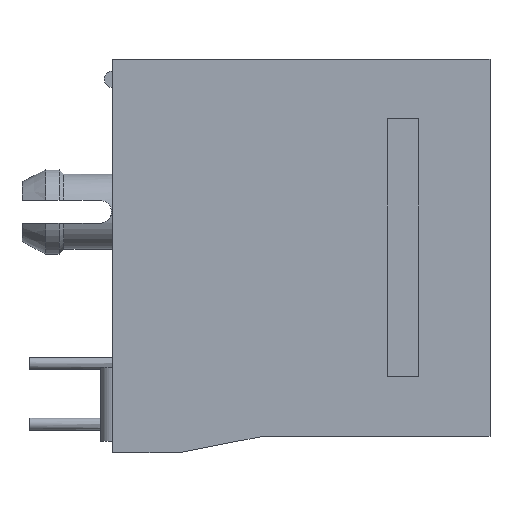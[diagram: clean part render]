
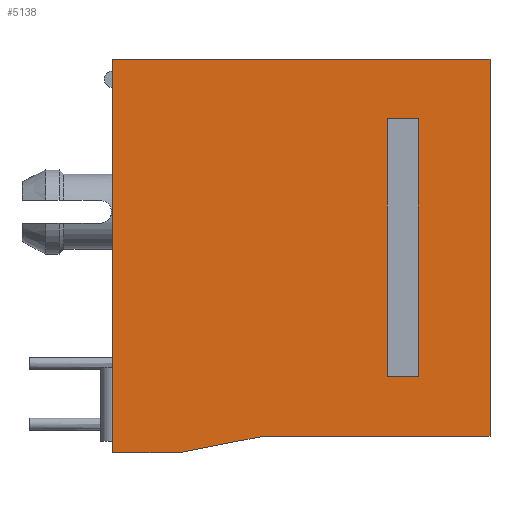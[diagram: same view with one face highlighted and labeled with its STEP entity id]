
A CAD part, front view. The second image highlights one B-rep face of the part: STEP entity #5138.
In plain terms, the highlighted planar face has unit normal (0, -1, 0).
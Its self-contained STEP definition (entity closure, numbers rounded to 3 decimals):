
#794=ORIENTED_EDGE('',*,*,#2196,.T.);
#795=ORIENTED_EDGE('',*,*,#2197,.T.);
#796=ORIENTED_EDGE('',*,*,#2198,.T.);
#797=ORIENTED_EDGE('',*,*,#2199,.T.);
#798=ORIENTED_EDGE('',*,*,#1801,.F.);
#799=ORIENTED_EDGE('',*,*,#1746,.F.);
#800=ORIENTED_EDGE('',*,*,#2195,.F.);
#801=ORIENTED_EDGE('',*,*,#2117,.F.);
#802=ORIENTED_EDGE('',*,*,#2161,.F.);
#803=ORIENTED_EDGE('',*,*,#2193,.F.);
#1746=EDGE_CURVE('',#2492,#2493,#2967,.T.);
#1801=EDGE_CURVE('',#2493,#2545,#3017,.T.);
#2117=EDGE_CURVE('',#2781,#2782,#3283,.T.);
#2161=EDGE_CURVE('',#2820,#2781,#3327,.T.);
#2193=EDGE_CURVE('',#2545,#2820,#3359,.T.);
#2195=EDGE_CURVE('',#2782,#2492,#3361,.T.);
#2196=EDGE_CURVE('',#2845,#2846,#3362,.T.);
#2197=EDGE_CURVE('',#2846,#2847,#3363,.T.);
#2198=EDGE_CURVE('',#2847,#2848,#3364,.T.);
#2199=EDGE_CURVE('',#2848,#2845,#3365,.T.);
#2492=VERTEX_POINT('',#7243);
#2493=VERTEX_POINT('',#7245);
#2545=VERTEX_POINT('',#7353);
#2781=VERTEX_POINT('',#8037);
#2782=VERTEX_POINT('',#8039);
#2820=VERTEX_POINT('',#8124);
#2845=VERTEX_POINT('',#8195);
#2846=VERTEX_POINT('',#8196);
#2847=VERTEX_POINT('',#8198);
#2848=VERTEX_POINT('',#8200);
#2967=LINE('',#7244,#3592);
#3017=LINE('',#7352,#3642);
#3283=LINE('',#8038,#3908);
#3327=LINE('',#8125,#3952);
#3359=LINE('',#8189,#3984);
#3361=LINE('',#8192,#3986);
#3362=LINE('',#8194,#3987);
#3363=LINE('',#8197,#3988);
#3364=LINE('',#8199,#3989);
#3365=LINE('',#8201,#3990);
#3592=VECTOR('',#5833,1000.);
#3642=VECTOR('',#5895,1000.);
#3908=VECTOR('',#6343,1000.);
#3952=VECTOR('',#6395,1000.);
#3984=VECTOR('',#6443,1000.);
#3986=VECTOR('',#6447,1000.);
#3987=VECTOR('',#6450,1000.);
#3988=VECTOR('',#6451,1000.);
#3989=VECTOR('',#6452,1000.);
#3990=VECTOR('',#6453,1000.);
#4304=EDGE_LOOP('',(#794,#795,#796,#797));
#4305=EDGE_LOOP('',(#798,#799,#800,#801,#802,#803));
#4619=FACE_BOUND('',#4304,.T.);
#4620=FACE_BOUND('',#4305,.T.);
#4902=PLANE('',#5542);
#5138=ADVANCED_FACE('',(#4619,#4620),#4902,.F.);
#5542=AXIS2_PLACEMENT_3D('',#8193,#6448,#6449);
#5833=DIRECTION('',(-1.,0.,0.));
#5895=DIRECTION('',(0.,0.,1.));
#6343=DIRECTION('',(-1.,0.,0.));
#6395=DIRECTION('',(0.,0.,-1.));
#6443=DIRECTION('',(1.,0.,0.));
#6447=DIRECTION('',(-0.982,0.,-0.191));
#6448=DIRECTION('',(0.,1.,0.));
#6449=DIRECTION('',(0.,0.,1.));
#6450=DIRECTION('',(0.,0.,-1.));
#6451=DIRECTION('',(-1.,0.,0.));
#6452=DIRECTION('',(0.,0.,1.));
#6453=DIRECTION('',(1.,0.,0.));
#7243=CARTESIAN_POINT('',(-5.2,-6.75,-8.6));
#7244=CARTESIAN_POINT('',(-5.2,-6.75,-8.6));
#7245=CARTESIAN_POINT('',(-7.9,-6.75,-8.6));
#7352=CARTESIAN_POINT('',(-7.9,-6.75,-8.6));
#7353=CARTESIAN_POINT('',(-7.9,-6.75,7.9));
#8037=CARTESIAN_POINT('',(7.9,-6.75,-7.9));
#8038=CARTESIAN_POINT('',(7.9,-6.75,-7.9));
#8039=CARTESIAN_POINT('',(-1.6,-6.75,-7.9));
#8124=CARTESIAN_POINT('',(7.9,-6.75,7.9));
#8125=CARTESIAN_POINT('',(7.9,-6.75,7.9));
#8189=CARTESIAN_POINT('',(-7.9,-6.75,7.9));
#8192=CARTESIAN_POINT('',(-1.6,-6.75,-7.9));
#8193=CARTESIAN_POINT('',(0.,-6.75,0.));
#8194=CARTESIAN_POINT('',(4.9,-6.75,5.4));
#8195=CARTESIAN_POINT('',(4.9,-6.75,5.4));
#8196=CARTESIAN_POINT('',(4.9,-6.75,-5.4));
#8197=CARTESIAN_POINT('',(4.9,-6.75,-5.4));
#8198=CARTESIAN_POINT('',(3.6,-6.75,-5.4));
#8199=CARTESIAN_POINT('',(3.6,-6.75,-5.4));
#8200=CARTESIAN_POINT('',(3.6,-6.75,5.4));
#8201=CARTESIAN_POINT('',(3.6,-6.75,5.4));
